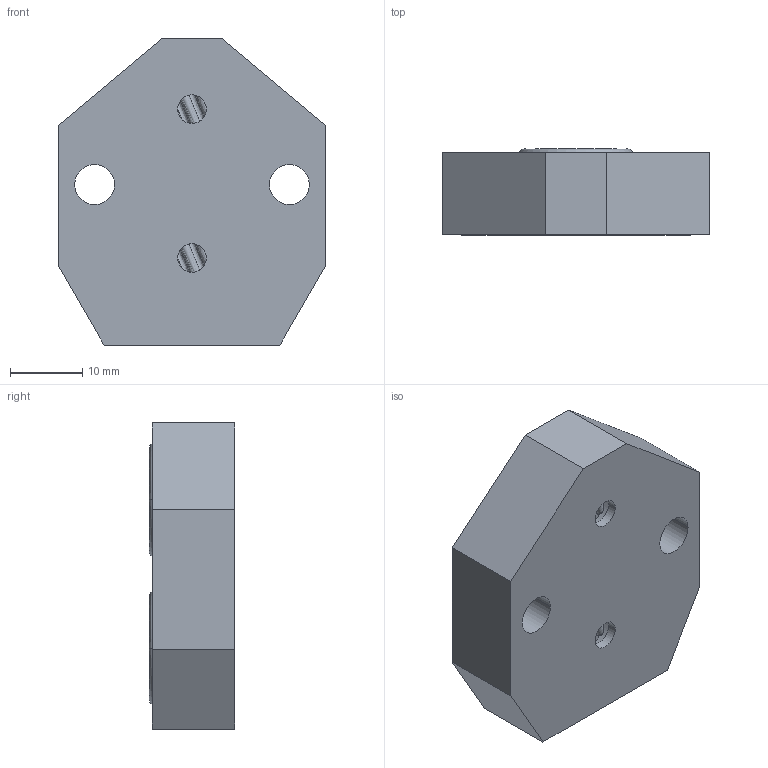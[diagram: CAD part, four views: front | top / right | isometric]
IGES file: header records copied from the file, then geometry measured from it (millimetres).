
Start section:  PTC IGES file: ilc70842770.igs
Global section: file name: ilc70842770.igs; native system: Creo Parametric by PTC Inc.; preprocessor: 2021164; author: JHuber; organization: Unknown; date: 20250821.103212; units: inch
Bounding box: 37.08 x 11.89 x 42.42 mm (x, y, z)
Surface area: 6784.1 mm2 (no closed solid volume)
Topology: 0 solids, 0 shells, 482 faces, 3332 edges, 3328 vertices
Faces by surface type: revolution 304, bspline 178
